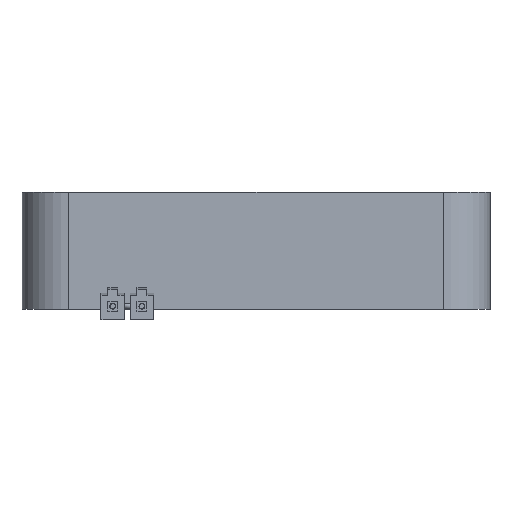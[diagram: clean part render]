
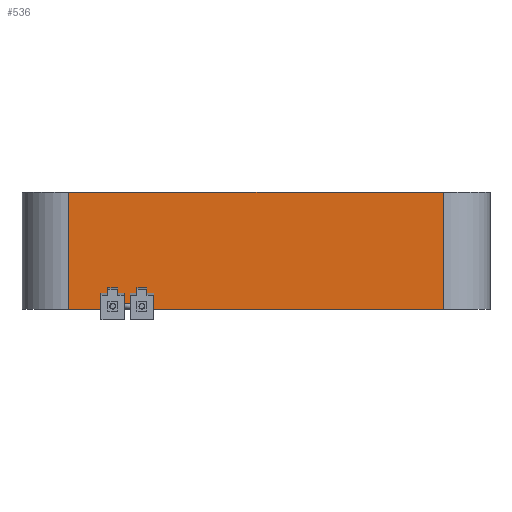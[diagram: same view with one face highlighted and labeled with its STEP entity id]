
A CAD part, left-side view. The second image highlights one B-rep face of the part: STEP entity #536.
In plain terms, the highlighted planar face has unit normal (-1, 0, 0).
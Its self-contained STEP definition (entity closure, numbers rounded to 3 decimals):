
#536=ADVANCED_FACE('',(#740),#682,.F.);
#682=PLANE('',#2551);
#740=FACE_OUTER_BOUND('',#863,.T.);
#863=EDGE_LOOP('',(#1091,#1092,#1093,#1094,#1095,#1096,#1097,#1098));
#1091=ORIENTED_EDGE('',*,*,#2015,.F.);
#1092=ORIENTED_EDGE('',*,*,#2016,.T.);
#1093=ORIENTED_EDGE('',*,*,#2004,.T.);
#1094=ORIENTED_EDGE('',*,*,#2017,.T.);
#1095=ORIENTED_EDGE('',*,*,#2018,.F.);
#1096=ORIENTED_EDGE('',*,*,#2019,.T.);
#1097=ORIENTED_EDGE('',*,*,#1996,.T.);
#1098=ORIENTED_EDGE('',*,*,#2020,.F.);
#1757=VERTEX_POINT('',#3206);
#1759=VERTEX_POINT('',#3209);
#1766=VERTEX_POINT('',#3223);
#1767=VERTEX_POINT('',#3225);
#1777=VERTEX_POINT('',#3247);
#1778=VERTEX_POINT('',#3248);
#1779=VERTEX_POINT('',#3251);
#1780=VERTEX_POINT('',#3253);
#1996=EDGE_CURVE('',#1759,#1757,#2331,.T.);
#2004=EDGE_CURVE('',#1767,#1766,#2335,.T.);
#2015=EDGE_CURVE('',#1777,#1778,#2341,.T.);
#2016=EDGE_CURVE('',#1777,#1767,#2342,.T.);
#2017=EDGE_CURVE('',#1766,#1779,#2343,.T.);
#2018=EDGE_CURVE('',#1780,#1779,#2344,.T.);
#2019=EDGE_CURVE('',#1780,#1759,#2345,.T.);
#2020=EDGE_CURVE('',#1778,#1757,#2346,.T.);
#2331=LINE('',#3208,#2436);
#2335=LINE('',#3224,#2440);
#2341=LINE('',#3246,#2446);
#2342=LINE('',#3249,#2447);
#2343=LINE('',#3250,#2448);
#2344=LINE('',#3252,#2449);
#2345=LINE('',#3254,#2450);
#2346=LINE('',#3255,#2451);
#2436=VECTOR('',#2740,1.);
#2440=VECTOR('',#2752,1.);
#2446=VECTOR('',#2770,1.);
#2447=VECTOR('',#2771,1.);
#2448=VECTOR('',#2772,1.);
#2449=VECTOR('',#2773,1.);
#2450=VECTOR('',#2774,1.);
#2451=VECTOR('',#2775,1.);
#2551=AXIS2_PLACEMENT_3D('',#3256,#2776,#2777);
#2740=DIRECTION('',(0.,-1.,0.));
#2752=DIRECTION('',(0.,-1.,0.));
#2770=DIRECTION('',(0.,1.,0.));
#2771=DIRECTION('',(0.,0.,-1.));
#2772=DIRECTION('',(0.,0.,1.));
#2773=DIRECTION('',(0.,-1.,0.));
#2774=DIRECTION('',(0.,0.,-1.));
#2775=DIRECTION('',(0.,0.,-1.));
#2776=DIRECTION('',(1.,0.,0.));
#2777=DIRECTION('',(0.,1.,0.));
#3206=CARTESIAN_POINT('',(-40.,32.,0.));
#3208=CARTESIAN_POINT('',(-40.,40.,0.));
#3209=CARTESIAN_POINT('',(-40.,36.,0.));
#3223=CARTESIAN_POINT('',(-40.,4.,0.));
#3224=CARTESIAN_POINT('',(-40.,40.,0.));
#3225=CARTESIAN_POINT('',(-40.,30.,0.));
#3246=CARTESIAN_POINT('',(-40.,30.,0.5));
#3247=CARTESIAN_POINT('',(-40.,30.,0.5));
#3248=CARTESIAN_POINT('',(-40.,32.,0.5));
#3249=CARTESIAN_POINT('',(-40.,30.,0.5));
#3250=CARTESIAN_POINT('',(-40.,4.,10.));
#3251=CARTESIAN_POINT('',(-40.,4.,10.));
#3252=CARTESIAN_POINT('',(-40.,40.,10.));
#3253=CARTESIAN_POINT('',(-40.,36.,10.));
#3254=CARTESIAN_POINT('',(-40.,36.,10.));
#3255=CARTESIAN_POINT('',(-40.,32.,0.5));
#3256=CARTESIAN_POINT('',(-40.,40.,10.));
